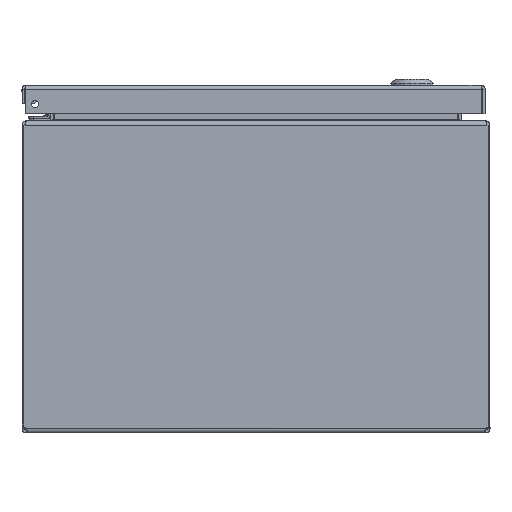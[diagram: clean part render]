
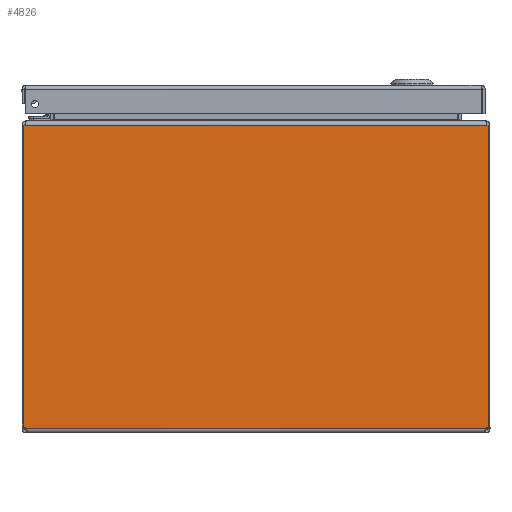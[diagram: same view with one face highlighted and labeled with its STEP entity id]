
A CAD part, front view. The second image highlights one B-rep face of the part: STEP entity #4826.
In plain terms, the highlighted planar face has unit normal (0, -1, 0).
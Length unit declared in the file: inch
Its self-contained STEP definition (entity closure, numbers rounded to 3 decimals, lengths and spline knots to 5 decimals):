
#3274=CARTESIAN_POINT('',(11.91495,0.,7.89475));
#3275=VERTEX_POINT('',#3274);
#3304=CARTESIAN_POINT('',(0.08505,0.,7.89475));
#3305=VERTEX_POINT('',#3304);
#3319=CARTESIAN_POINT('',(11.91495,0.,7.89475));
#3320=DIRECTION('',(-1.0,0.0,0.0));
#3321=VECTOR('',#3320,11.8299);
#3322=LINE('',#3319,#3321);
#3323=EDGE_CURVE('',#3275,#3305,#3322,.T.);
#3491=CARTESIAN_POINT('',(0.037,0.,7.89475));
#3492=VERTEX_POINT('',#3491);
#3499=CARTESIAN_POINT('',(0.08505,0.,7.89475));
#3500=DIRECTION('',(-1.0,0.0,0.0));
#3501=VECTOR('',#3500,0.04805);
#3502=LINE('',#3499,#3501);
#3503=EDGE_CURVE('',#3305,#3492,#3502,.T.);
#3514=CARTESIAN_POINT('',(11.963,0.,7.89475));
#3515=VERTEX_POINT('',#3514);
#3516=CARTESIAN_POINT('',(11.963,0.,7.89475));
#3517=DIRECTION('',(-1.0,0.0,0.0));
#3518=VECTOR('',#3517,0.04805);
#3519=LINE('',#3516,#3518);
#3520=EDGE_CURVE('',#3515,#3275,#3519,.T.);
#3545=CARTESIAN_POINT('',(11.963,0.,0.12495));
#3546=VERTEX_POINT('',#3545);
#3547=CARTESIAN_POINT('',(11.963,0.,7.89475));
#3548=DIRECTION('',(0.0,0.0,-1.0));
#3549=VECTOR('',#3548,7.7698);
#3550=LINE('',#3547,#3549);
#3551=EDGE_CURVE('',#3515,#3546,#3550,.T.);
#4758=CARTESIAN_POINT('',(0.11361,0.,0.10525));
#4759=VERTEX_POINT('',#4758);
#4766=CARTESIAN_POINT('',(0.037,0.,0.12495));
#4767=VERTEX_POINT('',#4766);
#4768=CARTESIAN_POINT('',(0.06153,0.,0.06153));
#4769=DIRECTION('',(0.0,1.0,0.0));
#4770=DIRECTION('',(1.0,0.0,0.0));
#4771=AXIS2_PLACEMENT_3D('',#4768,#4769,#4770);
#4772=CIRCLE('',#4771,0.068);
#4773=EDGE_CURVE('',#4767,#4759,#4772,.T.);
#4793=CARTESIAN_POINT('',(6.0,0.,4.0089));
#4794=DIRECTION('',(0.0,1.0,0.0));
#4795=DIRECTION('',(1.0,0.0,0.0));
#4796=AXIS2_PLACEMENT_3D('',#4793,#4794,#4795);
#4797=PLANE('',#4796);
#4798=ORIENTED_EDGE('',*,*,#3520,.T.);
#4799=ORIENTED_EDGE('',*,*,#3323,.T.);
#4800=ORIENTED_EDGE('',*,*,#3503,.T.);
#4801=CARTESIAN_POINT('',(0.037,0.,0.12495));
#4802=DIRECTION('',(0.0,0.0,1.0));
#4803=VECTOR('',#4802,7.7698);
#4804=LINE('',#4801,#4803);
#4805=EDGE_CURVE('',#4767,#3492,#4804,.T.);
#4806=ORIENTED_EDGE('',*,*,#4805,.F.);
#4807=ORIENTED_EDGE('',*,*,#4773,.T.);
#4808=CARTESIAN_POINT('',(11.88639,0.,0.10525));
#4809=VERTEX_POINT('',#4808);
#4810=CARTESIAN_POINT('',(0.11361,0.,0.10525));
#4811=DIRECTION('',(1.0,0.0,0.0));
#4812=VECTOR('',#4811,11.77279);
#4813=LINE('',#4810,#4812);
#4814=EDGE_CURVE('',#4759,#4809,#4813,.T.);
#4815=ORIENTED_EDGE('',*,*,#4814,.T.);
#4816=CARTESIAN_POINT('',(11.93847,0.,0.06153));
#4817=DIRECTION('',(0.0,1.0,0.0));
#4818=DIRECTION('',(1.0,0.0,0.0));
#4819=AXIS2_PLACEMENT_3D('',#4816,#4817,#4818);
#4820=CIRCLE('',#4819,0.068);
#4821=EDGE_CURVE('',#4809,#3546,#4820,.T.);
#4822=ORIENTED_EDGE('',*,*,#4821,.T.);
#4823=ORIENTED_EDGE('',*,*,#3551,.F.);
#4824=EDGE_LOOP('',(#4798,#4799,#4800,#4806,#4807,#4815,#4822,#4823));
#4825=FACE_OUTER_BOUND('',#4824,.T.);
#4826=ADVANCED_FACE('',(#4825),#4797,.F.);
